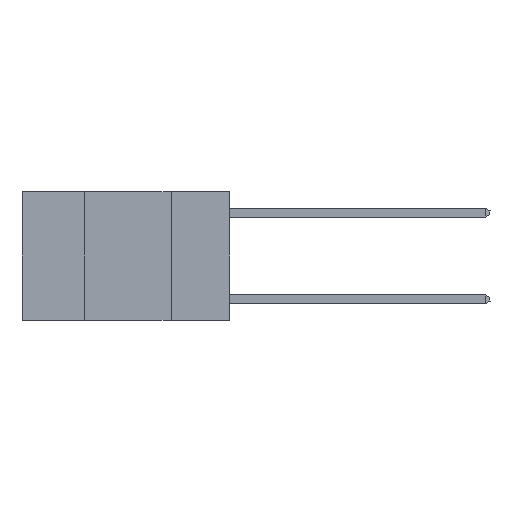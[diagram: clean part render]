
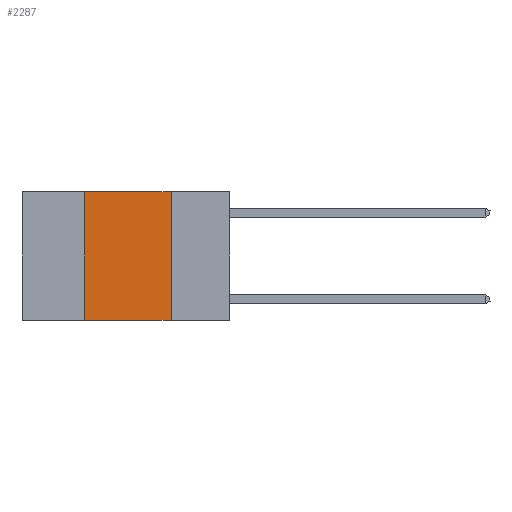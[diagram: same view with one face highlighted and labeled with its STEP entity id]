
A CAD part, left-side view. The second image highlights one B-rep face of the part: STEP entity #2287.
In plain terms, the highlighted planar face has unit normal (-1, 0, 0).
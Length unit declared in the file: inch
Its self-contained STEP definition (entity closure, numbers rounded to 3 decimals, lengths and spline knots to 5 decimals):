
#86 = VECTOR ( 'NONE', #6961, 39.37008 ) ;
#146 = EDGE_LOOP ( 'NONE', ( #6497, #3099, #9041, #4330 ) ) ;
#204 = CARTESIAN_POINT ( 'NONE',  ( 0., 0.42, -0.37 ) ) ;
#224 = VERTEX_POINT ( 'NONE', #204 ) ;
#593 = DIRECTION ( 'NONE',  ( 0., -1., 0. ) ) ;
#919 = VERTEX_POINT ( 'NONE', #7865 ) ;
#999 = LINE ( 'NONE', #9104, #86 ) ;
#1279 = VERTEX_POINT ( 'NONE', #8903 ) ;
#1461 = DIRECTION ( 'NONE',  ( 0., -1., 0. ) ) ;
#1464 = DIRECTION ( 'NONE',  ( 0., 0., -1. ) ) ;
#1468 = VECTOR ( 'NONE', #2058, 39.37008 ) ;
#1993 = VECTOR ( 'NONE', #1461, 39.37008 ) ;
#2058 = DIRECTION ( 'NONE',  ( 0., 0., -1. ) ) ;
#2134 = PLANE ( 'NONE',  #8667 ) ;
#2157 = LINE ( 'NONE', #5648, #2255 ) ;
#2255 = VECTOR ( 'NONE', #593, 39.37008 ) ;
#2287 = ADVANCED_FACE ( 'NONE', ( #5855 ), #2134, .F. ) ;
#2519 = EDGE_CURVE ( 'NONE', #919, #6969, #3770, .T. ) ;
#2932 = EDGE_CURVE ( 'NONE', #224, #1279, #2157, .T. ) ;
#3099 = ORIENTED_EDGE ( 'NONE', *, *, #2519, .F. ) ;
#3770 = LINE ( 'NONE', #4385, #1993 ) ;
#4164 = EDGE_CURVE ( 'NONE', #224, #919, #999, .T. ) ;
#4330 = ORIENTED_EDGE ( 'NONE', *, *, #2932, .T. ) ;
#4385 = CARTESIAN_POINT ( 'NONE',  ( 0., 0.6, 0. ) ) ;
#5200 = EDGE_CURVE ( 'NONE', #6969, #1279, #6584, .T. ) ;
#5648 = CARTESIAN_POINT ( 'NONE',  ( 0., 0.6, -0.37 ) ) ;
#5855 = FACE_OUTER_BOUND ( 'NONE', #146, .T. ) ;
#6436 = CARTESIAN_POINT ( 'NONE',  ( 0., 0.17, 0. ) ) ;
#6497 = ORIENTED_EDGE ( 'NONE', *, *, #5200, .F. ) ;
#6584 = LINE ( 'NONE', #6436, #1468 ) ;
#6602 = DIRECTION ( 'NONE',  ( 1., 0., 0. ) ) ;
#6652 = CARTESIAN_POINT ( 'NONE',  ( 0., 0.6, 0. ) ) ;
#6961 = DIRECTION ( 'NONE',  ( 0., 0., 1. ) ) ;
#6969 = VERTEX_POINT ( 'NONE', #7287 ) ;
#7287 = CARTESIAN_POINT ( 'NONE',  ( 0., 0.17, 0. ) ) ;
#7865 = CARTESIAN_POINT ( 'NONE',  ( 0., 0.42, 0. ) ) ;
#8667 = AXIS2_PLACEMENT_3D ( 'NONE', #6652, #6602, #1464 ) ;
#8903 = CARTESIAN_POINT ( 'NONE',  ( 0., 0.17, -0.37 ) ) ;
#9041 = ORIENTED_EDGE ( 'NONE', *, *, #4164, .F. ) ;
#9104 = CARTESIAN_POINT ( 'NONE',  ( 0., 0.42, 0. ) ) ;
